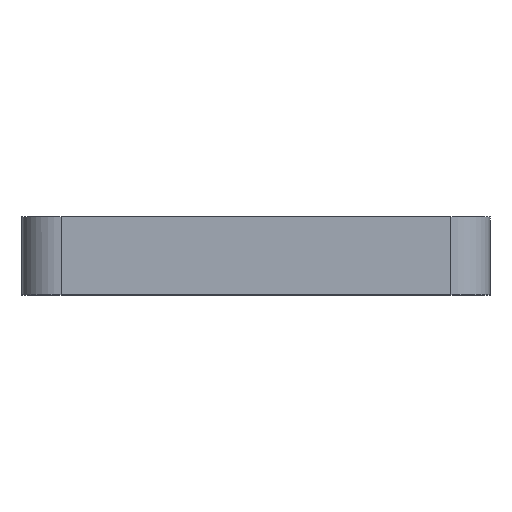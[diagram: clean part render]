
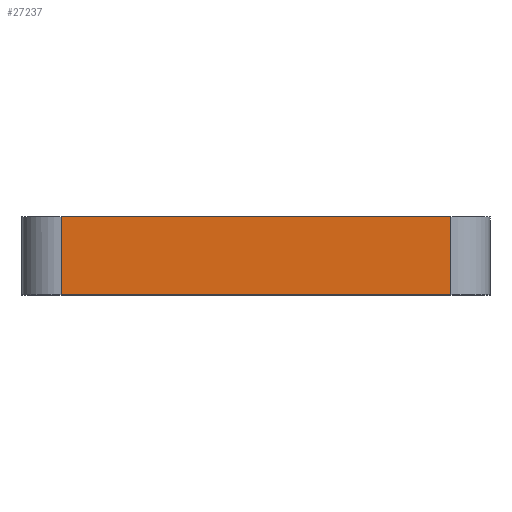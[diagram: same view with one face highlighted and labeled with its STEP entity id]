
A CAD part, front view. The second image highlights one B-rep face of the part: STEP entity #27237.
In plain terms, the highlighted planar face has unit normal (0, -1, 0).
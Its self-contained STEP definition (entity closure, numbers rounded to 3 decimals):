
#1772=FACE_OUTER_BOUND('',#3122,.T.);
#3122=EDGE_LOOP('',(#18679,#18680,#18681,#18682));
#4959=LINE('',#39945,#7991);
#5202=LINE('',#40587,#8234);
#5204=LINE('',#40594,#8236);
#5205=LINE('',#40595,#8237);
#7991=VECTOR('',#32198,10.);
#8234=VECTOR('',#32711,10.);
#8236=VECTOR('',#32719,10.);
#8237=VECTOR('',#32720,10.);
#11024=VERTEX_POINT('',#39943);
#11025=VERTEX_POINT('',#39944);
#11288=VERTEX_POINT('',#40585);
#11289=VERTEX_POINT('',#40586);
#13866=EDGE_CURVE('',#11024,#11025,#4959,.T.);
#14201=EDGE_CURVE('',#11288,#11289,#5202,.T.);
#14205=EDGE_CURVE('',#11288,#11025,#5204,.T.);
#14206=EDGE_CURVE('',#11024,#11289,#5205,.T.);
#18679=ORIENTED_EDGE('',*,*,#14205,.F.);
#18680=ORIENTED_EDGE('',*,*,#14201,.T.);
#18681=ORIENTED_EDGE('',*,*,#14206,.F.);
#18682=ORIENTED_EDGE('',*,*,#13866,.T.);
#24923=PLANE('',#28896);
#27237=ADVANCED_FACE('',(#1772),#24923,.T.);
#28896=AXIS2_PLACEMENT_3D('',#40593,#32717,#32718);
#32198=DIRECTION('',(0.,0.,-1.));
#32711=DIRECTION('',(0.,0.,1.));
#32717=DIRECTION('center_axis',(0.,-1.,0.));
#32718=DIRECTION('ref_axis',(1.,0.,0.));
#32719=DIRECTION('',(-1.,0.,0.));
#32720=DIRECTION('',(1.,0.,0.));
#39943=CARTESIAN_POINT('',(-68.062,-40.,10.));
#39944=CARTESIAN_POINT('',(-68.062,-40.,0.));
#39945=CARTESIAN_POINT('',(-68.062,-40.,5.));
#40585=CARTESIAN_POINT('',(-18.062,-40.,0.));
#40586=CARTESIAN_POINT('',(-18.062,-40.,10.));
#40587=CARTESIAN_POINT('',(-18.062,-40.,5.));
#40593=CARTESIAN_POINT('Origin',(-23.062,-40.,5.));
#40594=CARTESIAN_POINT('',(-23.062,-40.,0.));
#40595=CARTESIAN_POINT('',(-63.062,-40.,10.));
